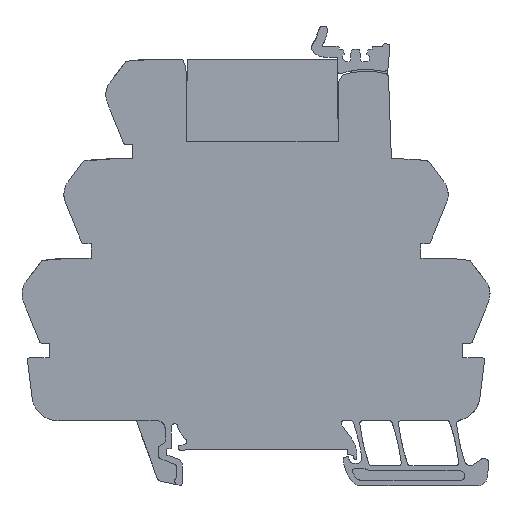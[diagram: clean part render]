
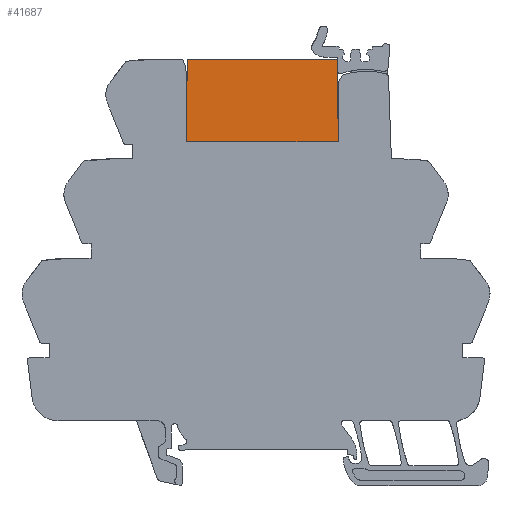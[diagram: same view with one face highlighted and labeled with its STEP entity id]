
A CAD part, left-side view. The second image highlights one B-rep face of the part: STEP entity #41687.
In plain terms, the highlighted planar face has unit normal (-1, 0, 0.011).
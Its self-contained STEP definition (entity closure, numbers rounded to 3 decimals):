
#41674=AXIS2_PLACEMENT_3D('Plane Axis2P3D',#41671,#41672,#41673) ;
#41552=CARTESIAN_POINT('Vertex',(0.264,57.816,81.405)) ;
#41566=CARTESIAN_POINT('Vertex',(0.1,57.98,65.705)) ;
#41569=CARTESIAN_POINT('Line Origine',(0.182,57.898,73.555)) ;
#41598=CARTESIAN_POINT('Vertex',(0.264,29.145,81.405)) ;
#41608=CARTESIAN_POINT('Line Origine',(0.264,43.48,81.405)) ;
#41655=CARTESIAN_POINT('Vertex',(0.1,28.98,65.705)) ;
#41658=CARTESIAN_POINT('Line Origine',(0.1,43.48,65.705)) ;
#41671=CARTESIAN_POINT('Axis2P3D Location',(0.1,56.98,65.705)) ;
#41676=CARTESIAN_POINT('Line Origine',(0.182,29.063,73.555)) ;
#41570=DIRECTION('Vector Direction',(0.01,-0.01,1.)) ;
#41609=DIRECTION('Vector Direction',(0.,-1.,0.)) ;
#41659=DIRECTION('Vector Direction',(0.,-1.,0.)) ;
#41672=DIRECTION('Axis2P3D Direction',(1.,0.,-0.01)) ;
#41673=DIRECTION('Axis2P3D XDirection',(0.,-1.,0.)) ;
#41677=DIRECTION('Vector Direction',(0.01,0.01,1.)) ;
#41571=VECTOR('Line Direction',#41570,1.) ;
#41610=VECTOR('Line Direction',#41609,1.) ;
#41660=VECTOR('Line Direction',#41659,1.) ;
#41678=VECTOR('Line Direction',#41677,1.) ;
#41682=ORIENTED_EDGE('',*,*,#41680,.F.) ;
#41683=ORIENTED_EDGE('',*,*,#41612,.F.) ;
#41684=ORIENTED_EDGE('',*,*,#41573,.F.) ;
#41685=ORIENTED_EDGE('',*,*,#41662,.F.) ;
#41687=ADVANCED_FACE('RSS-RELAIS',(#41686),#41675,.F.) ;
#41573=EDGE_CURVE('',#41567,#41553,#41572,.T.) ;
#41612=EDGE_CURVE('',#41553,#41599,#41611,.T.) ;
#41662=EDGE_CURVE('',#41656,#41567,#41661,.F.) ;
#41680=EDGE_CURVE('',#41599,#41656,#41679,.F.) ;
#41681=EDGE_LOOP('',(#41682,#41683,#41684,#41685)) ;
#41686=FACE_OUTER_BOUND('',#41681,.T.) ;
#41572=LINE('Line',#41569,#41571) ;
#41611=LINE('Line',#41608,#41610) ;
#41661=LINE('Line',#41658,#41660) ;
#41679=LINE('Line',#41676,#41678) ;
#41675=PLANE('',#41674) ;
#41553=VERTEX_POINT('',#41552) ;
#41567=VERTEX_POINT('',#41566) ;
#41599=VERTEX_POINT('',#41598) ;
#41656=VERTEX_POINT('',#41655) ;
